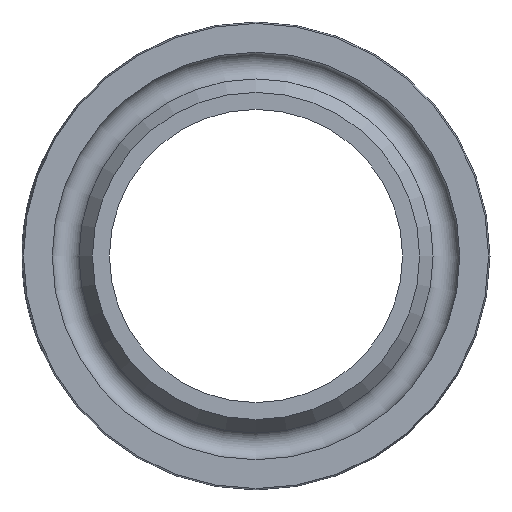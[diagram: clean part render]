
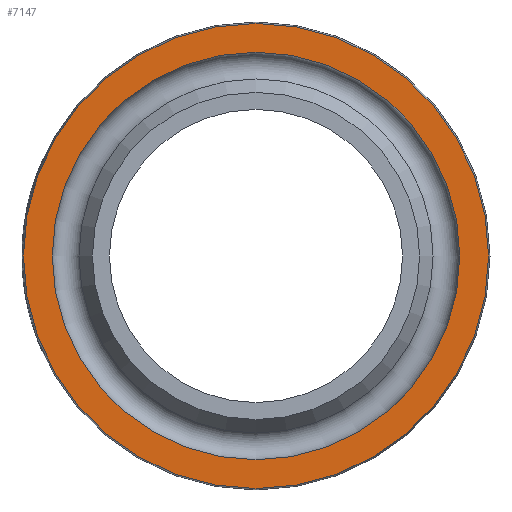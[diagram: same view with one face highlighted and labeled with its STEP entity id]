
A CAD part, left-side view. The second image highlights one B-rep face of the part: STEP entity #7147.
In plain terms, the highlighted planar face has unit normal (-1, 0, 0).
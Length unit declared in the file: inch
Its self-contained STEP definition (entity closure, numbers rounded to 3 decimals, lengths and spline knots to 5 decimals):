
#121=FACE_BOUND('',#1320,.T.);
#122=FACE_BOUND('',#1321,.T.);
#283=PLANE('',#7570);
#1320=EDGE_LOOP('',(#6678));
#1321=EDGE_LOOP('',(#6679));
#1483=CIRCLE('',#7558,0.431);
#1488=CIRCLE('',#7569,0.492);
#3512=VERTEX_POINT('',#15745);
#3517=VERTEX_POINT('',#15761);
#4566=EDGE_CURVE('',#3512,#3512,#1483,.T.);
#4571=EDGE_CURVE('',#3517,#3517,#1488,.T.);
#6678=ORIENTED_EDGE('',*,*,#4566,.F.);
#6679=ORIENTED_EDGE('',*,*,#4571,.T.);
#7147=ADVANCED_FACE('',(#121,#122),#283,.T.);
#7558=AXIS2_PLACEMENT_3D('',#15746,#8860,#8861);
#7569=AXIS2_PLACEMENT_3D('',#15762,#8882,#8883);
#7570=AXIS2_PLACEMENT_3D('',#15763,#8884,#8885);
#8860=DIRECTION('center_axis',(-1.,0.,0.));
#8861=DIRECTION('ref_axis',(0.,1.,0.));
#8882=DIRECTION('center_axis',(-1.,0.,0.));
#8883=DIRECTION('ref_axis',(0.,1.,0.));
#8884=DIRECTION('center_axis',(-1.,0.,0.));
#8885=DIRECTION('ref_axis',(0.,0.,1.));
#15745=CARTESIAN_POINT('',(0.,0.431,0.));
#15746=CARTESIAN_POINT('Origin',(0.,0.,
0.));
#15761=CARTESIAN_POINT('',(0.,0.492,0.));
#15762=CARTESIAN_POINT('Origin',(0.,0.,
0.));
#15763=CARTESIAN_POINT('Origin',(0.,0.4615,0.));
